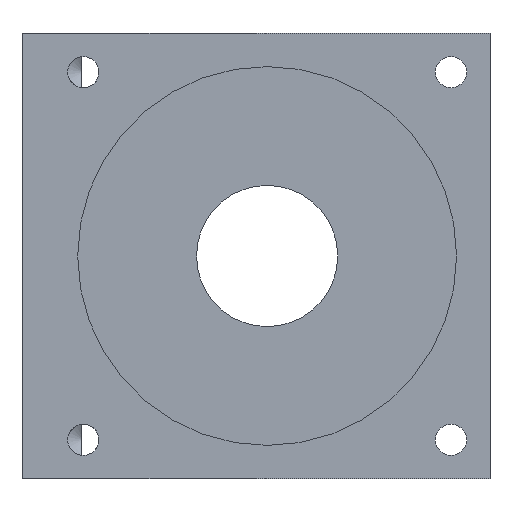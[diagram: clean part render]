
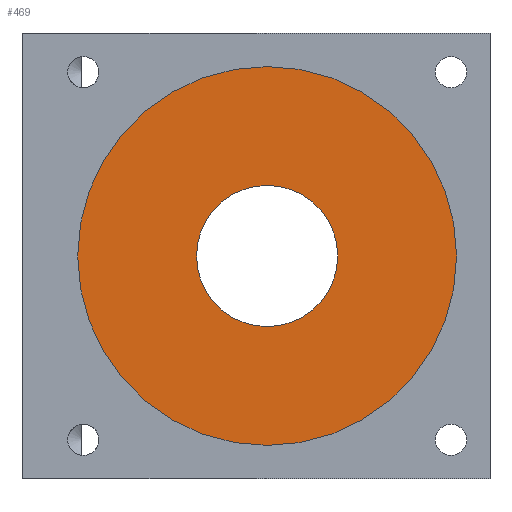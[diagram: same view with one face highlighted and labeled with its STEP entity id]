
A CAD part, front view. The second image highlights one B-rep face of the part: STEP entity #469.
In plain terms, the highlighted planar face has unit normal (0, -1, 0).
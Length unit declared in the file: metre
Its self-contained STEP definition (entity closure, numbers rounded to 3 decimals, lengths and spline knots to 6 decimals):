
#151=ORIENTED_EDGE('',*,*,#231,.F.);
#152=ORIENTED_EDGE('',*,*,#238,.T.);
#231=EDGE_CURVE('',#280,#280,#307,.T.);
#238=EDGE_CURVE('',#286,#286,#313,.T.);
#280=VERTEX_POINT('',#782);
#286=VERTEX_POINT('',#797);
#307=CIRCLE('',#513,0.0095);
#313=CIRCLE('',#521,0.0255);
#355=EDGE_LOOP('',(#151));
#356=EDGE_LOOP('',(#152));
#415=FACE_BOUND('',#355,.T.);
#416=FACE_BOUND('',#356,.T.);
#458=PLANE('',#528);
#469=ADVANCED_FACE('',(#415,#416),#458,.T.);
#513=AXIS2_PLACEMENT_3D('',#781,#606,#607);
#521=AXIS2_PLACEMENT_3D('',#796,#623,#624);
#528=AXIS2_PLACEMENT_3D('',#809,#637,#638);
#606=DIRECTION('',(0.,-1.,0.));
#607=DIRECTION('',(0.,0.,-1.));
#623=DIRECTION('',(0.,-1.,0.));
#624=DIRECTION('',(0.,0.,-1.));
#637=DIRECTION('',(0.,-1.,0.));
#638=DIRECTION('',(1.,0.,0.));
#781=CARTESIAN_POINT('',(0.,0.0035,0.));
#782=CARTESIAN_POINT('',(0.,0.0035,-0.0095));
#796=CARTESIAN_POINT('',(0.,0.0035,0.));
#797=CARTESIAN_POINT('',(0.,0.0035,-0.0255));
#809=CARTESIAN_POINT('',(0.,0.0035,0.));
